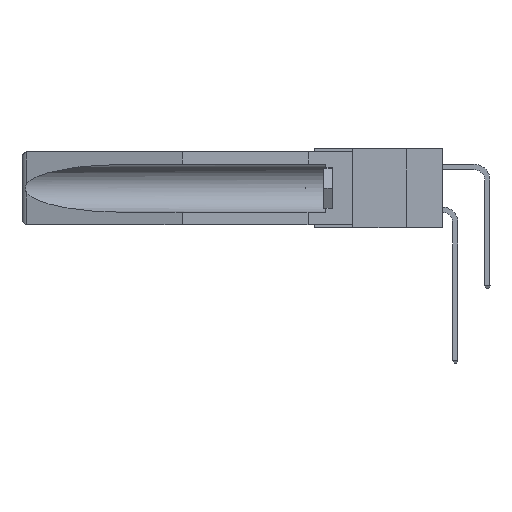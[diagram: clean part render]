
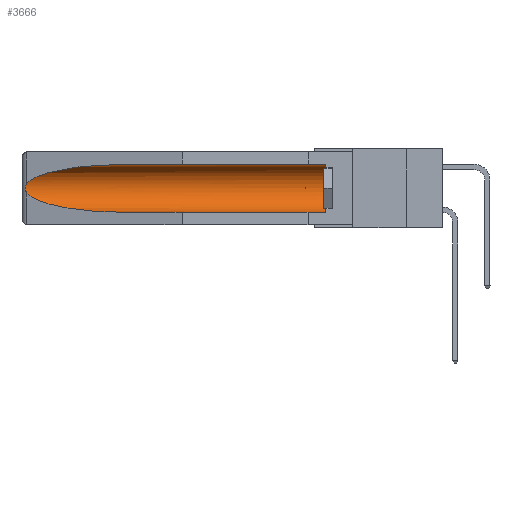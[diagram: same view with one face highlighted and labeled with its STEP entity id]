
A CAD part, left-side view. The second image highlights one B-rep face of the part: STEP entity #3666.
In plain terms, the highlighted cylindrical face has radius 2.857 mm (diameter 5.715 mm), a partial arc.
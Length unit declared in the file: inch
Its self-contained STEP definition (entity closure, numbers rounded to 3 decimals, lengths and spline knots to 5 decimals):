
#64 = CARTESIAN_POINT ( 'NONE',  ( 0.155, 0.126, -0.1715 ) ) ;
#566 = CARTESIAN_POINT ( 'NONE',  ( 0.155, 1.07973, -0.059 ) ) ;
#611 = LINE ( 'NONE', #5341, #2809 ) ;
#886 = FACE_OUTER_BOUND ( 'NONE', #23733, .T. ) ;
#2809 = VECTOR ( 'NONE', #8515, 39.37008 ) ;
#3666 = ADVANCED_FACE ( 'NONE', ( #886 ), #24958, .F. ) ;
#5063 = CARTESIAN_POINT ( 'NONE',  ( 0.2675, 1.53308, -0.17534 ) ) ;
#5321 = CARTESIAN_POINT ( 'NONE',  ( 0.26654, 1.53092, -0.15636 ) ) ;
#5341 = CARTESIAN_POINT ( 'NONE',  ( 0.155, -0.30754, -0.059 ) ) ;
#5974 = CARTESIAN_POINT ( 'NONE',  ( 0.155, 1.07973, -0.059 ) ) ;
#5995 = DIRECTION ( 'NONE',  ( 0., -1., 0. ) ) ;
#6143 = CARTESIAN_POINT ( 'NONE',  ( 0.21114, 1.30732, -0.284 ) ) ;
#6427 = AXIS2_PLACEMENT_3D ( 'NONE', #64, #5995, #14652 ) ;
#8438 = B_SPLINE_CURVE_WITH_KNOTS ( 'NONE', 3,
 ( #31043, #36565, #5321, #10863, #27934, #5063, #11003, #25041, #16444, #36942 ),
 .UNSPECIFIED., .F., .F.,
 ( 4, 2, 2, 2, 4 ),
 ( 0., 0.00029, 0.00058, 0.00087, 0.00117 ),
 .UNSPECIFIED. ) ;
#8448 = CARTESIAN_POINT ( 'NONE',  ( 0.26537, 1.52718, -0.19328 ) ) ;
#8515 = DIRECTION ( 'NONE',  ( 0., 1., 0. ) ) ;
#8816 = CARTESIAN_POINT ( 'NONE',  ( 0.25451, 1.48313, -0.09465 ) ) ;
#9806 = ORIENTED_EDGE ( 'NONE', *, *, #26737, .F. ) ;
#10863 = CARTESIAN_POINT ( 'NONE',  ( 0.2673, 1.5327, -0.16383 ) ) ;
#11003 = CARTESIAN_POINT ( 'NONE',  ( 0.2673, 1.53269, -0.17917 ) ) ;
#11661 = CARTESIAN_POINT ( 'NONE',  ( 0.155, 0.126, -0.284 ) ) ;
#12408 = CARTESIAN_POINT ( 'NONE',  ( 0.26537, 1.52718, -0.14972 ) ) ;
#12447 = EDGE_CURVE ( 'NONE', #28390, #13548, #22128, .T. ) ;
#13548 = VERTEX_POINT ( 'NONE', #21719 ) ;
#14652 = DIRECTION ( 'NONE',  ( 0., 0., 1. ) ) ;
#15073 = EDGE_CURVE ( 'NONE', #28428, #15099, #31413, .T. ) ;
#15099 = VERTEX_POINT ( 'NONE', #22859 ) ;
#15417 = EDGE_CURVE ( 'NONE', #15099, #28390, #611, .T. ) ;
#16239 = DIRECTION ( 'NONE',  ( 0., 1., 0. ) ) ;
#16444 = CARTESIAN_POINT ( 'NONE',  ( 0.26597, 1.5296, -0.19026 ) ) ;
#17834 = CARTESIAN_POINT ( 'NONE',  ( 0.155, 1.07973, -0.284 ) ) ;
#19529 = CARTESIAN_POINT ( 'NONE',  ( 0.155, -0.30754, -0.284 ) ) ;
#21719 = CARTESIAN_POINT ( 'NONE',  ( 0.26537, 1.52718, -0.14972 ) ) ;
#22113 = DIRECTION ( 'NONE',  ( 0., 0., 1. ) ) ;
#22128 =( BOUNDED_CURVE ( )  B_SPLINE_CURVE ( 3, ( #566, #31974, #8816, #12408 ),
 .UNSPECIFIED., .F., .F. ) 
 B_SPLINE_CURVE_WITH_KNOTS ( ( 4, 4 ),
 ( 4.71239, 6.08839 ),
 .UNSPECIFIED. ) 
 CURVE ( )  GEOMETRIC_REPRESENTATION_ITEM ( )  RATIONAL_B_SPLINE_CURVE ( ( 1., 0.848, 0.848, 1. ) ) 
 REPRESENTATION_ITEM ( '' )  );
#22859 = CARTESIAN_POINT ( 'NONE',  ( 0.155, 0.126, -0.059 ) ) ;
#23483 = AXIS2_PLACEMENT_3D ( 'NONE', #33219, #16239, #22113 ) ;
#23714 = ORIENTED_EDGE ( 'NONE', *, *, #15417, .T. ) ;
#23733 = EDGE_LOOP ( 'NONE', ( #25243, #34721, #25613, #9806, #25214, #23714 ) ) ;
#23875 = LINE ( 'NONE', #19529, #25690 ) ;
#24958 = CYLINDRICAL_SURFACE ( 'NONE', #23483, 0.1125 ) ;
#25041 = CARTESIAN_POINT ( 'NONE',  ( 0.26655, 1.53094, -0.18657 ) ) ;
#25214 = ORIENTED_EDGE ( 'NONE', *, *, #15073, .T. ) ;
#25243 = ORIENTED_EDGE ( 'NONE', *, *, #12447, .T. ) ;
#25613 = ORIENTED_EDGE ( 'NONE', *, *, #34644, .T. ) ;
#25627 = CARTESIAN_POINT ( 'NONE',  ( 0.25451, 1.48313, -0.24835 ) ) ;
#25690 = VECTOR ( 'NONE', #33909, 39.37008 ) ;
#25878 = CARTESIAN_POINT ( 'NONE',  ( 0.26537, 1.52718, -0.19328 ) ) ;
#26737 = EDGE_CURVE ( 'NONE', #28428, #36771, #23875, .T. ) ;
#27934 = CARTESIAN_POINT ( 'NONE',  ( 0.2675, 1.53308, -0.16763 ) ) ;
#28390 = VERTEX_POINT ( 'NONE', #5974 ) ;
#28428 = VERTEX_POINT ( 'NONE', #11661 ) ;
#28718 = EDGE_CURVE ( 'NONE', #13548, #34492, #8438, .T. ) ;
#31043 = CARTESIAN_POINT ( 'NONE',  ( 0.26537, 1.52718, -0.14972 ) ) ;
#31413 = CIRCLE ( 'NONE', #6427, 0.1125 ) ;
#31625 = CARTESIAN_POINT ( 'NONE',  ( 0.155, 1.07973, -0.284 ) ) ;
#31974 = CARTESIAN_POINT ( 'NONE',  ( 0.21114, 1.30732, -0.059 ) ) ;
#33219 = CARTESIAN_POINT ( 'NONE',  ( 0.155, -0.30754, -0.1715 ) ) ;
#33909 = DIRECTION ( 'NONE',  ( 0., 1., 0. ) ) ;
#34492 = VERTEX_POINT ( 'NONE', #8448 ) ;
#34644 = EDGE_CURVE ( 'NONE', #34492, #36771, #36786, .T. ) ;
#34721 = ORIENTED_EDGE ( 'NONE', *, *, #28718, .T. ) ;
#36565 = CARTESIAN_POINT ( 'NONE',  ( 0.26597, 1.52961, -0.15275 ) ) ;
#36771 = VERTEX_POINT ( 'NONE', #17834 ) ;
#36786 =( BOUNDED_CURVE ( )  B_SPLINE_CURVE ( 3, ( #25878, #25627, #6143, #31625 ),
 .UNSPECIFIED., .F., .F. ) 
 B_SPLINE_CURVE_WITH_KNOTS ( ( 4, 4 ),
 ( 0.1948, 1.5708 ),
 .UNSPECIFIED. ) 
 CURVE ( )  GEOMETRIC_REPRESENTATION_ITEM ( )  RATIONAL_B_SPLINE_CURVE ( ( 1., 0.848, 0.848, 1. ) ) 
 REPRESENTATION_ITEM ( '' )  );
#36942 = CARTESIAN_POINT ( 'NONE',  ( 0.26537, 1.52718, -0.19328 ) ) ;
